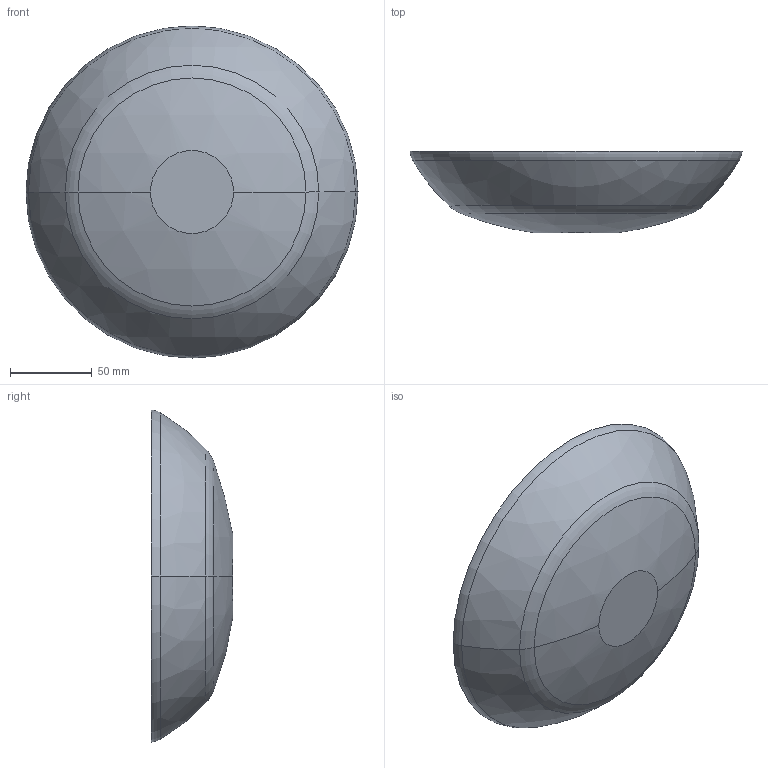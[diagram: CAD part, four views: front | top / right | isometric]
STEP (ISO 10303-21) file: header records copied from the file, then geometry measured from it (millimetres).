
FILE_DESCRIPTION (( 'STEP AP203' ), '1' );
FILE_NAME ('am-4217a Shipping Hub Molded Base.STEP', '2021-04-13T17:44:43', ( '' ), ( '' ), 'SwSTEP 2.0', 'SolidWorks 2019', '' );
FILE_SCHEMA (( 'CONFIG_CONTROL_DESIGN' ));
Length unit declared in the file: inch
Products named in the file (1): am-4217a Shipping Hub Molded Base
Bounding box: 203.16 x 49.85 x 203.16 mm (x, y, z)
Volume: 223051.1 mm3; surface area: 170473.1 mm2
Topology: 1 solids, 1 shells, 349 faces, 969 edges, 643 vertices
Faces by surface type: cylinder 145, plane 97, sphere 52, torus 40, bspline 13, cone 2
Entity records: 13265 total; most frequent: CARTESIAN_POINT 4286, ORIENTED_EDGE 1938, DIRECTION 1857, EDGE_CURVE 969, AXIS2_PLACEMENT_3D 775, VERTEX_POINT 643, CIRCLE 438, EDGE_LOOP 370
